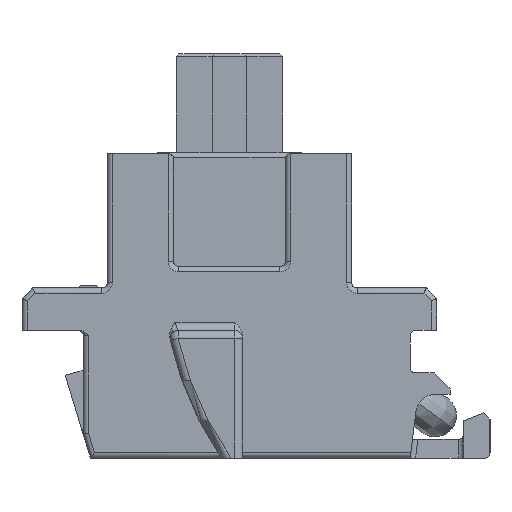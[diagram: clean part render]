
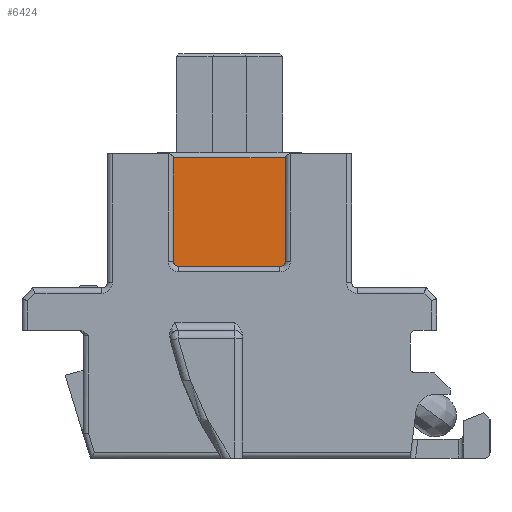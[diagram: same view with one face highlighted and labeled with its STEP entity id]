
A CAD part, left-side view. The second image highlights one B-rep face of the part: STEP entity #6424.
In plain terms, the highlighted face is planar.
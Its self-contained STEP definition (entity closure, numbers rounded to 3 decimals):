
#424=CIRCLE('',#7035,0.1);
#425=CIRCLE('',#7036,0.1);
#902=LINE('',#11282,#1560);
#903=LINE('',#11284,#1561);
#904=LINE('',#11286,#1562);
#905=LINE('',#11288,#1563);
#906=LINE('',#11290,#1564);
#907=LINE('',#11292,#1565);
#908=LINE('',#11294,#1566);
#909=LINE('',#11296,#1567);
#910=LINE('',#11298,#1568);
#911=LINE('',#11300,#1569);
#912=LINE('',#11302,#1570);
#913=LINE('',#11304,#1571);
#914=LINE('',#11306,#1572);
#915=LINE('',#11310,#1573);
#916=LINE('',#11313,#1574);
#1560=VECTOR('',#8562,5.163);
#1561=VECTOR('',#8563,5.25);
#1562=VECTOR('',#8564,5.8);
#1563=VECTOR('',#8565,1.5);
#1564=VECTOR('',#8566,1.2);
#1565=VECTOR('',#8567,4.125);
#1566=VECTOR('',#8568,0.5);
#1567=VECTOR('',#8569,3.4);
#1568=VECTOR('',#8570,0.55);
#1569=VECTOR('',#8571,0.4);
#1570=VECTOR('',#8572,0.632);
#1571=VECTOR('',#8573,0.55);
#1572=VECTOR('',#8574,3.425);
#1573=VECTOR('',#8577,1.406);
#1574=VECTOR('',#8580,2.061);
#2055=FACE_OUTER_BOUND('',#2414,.T.);
#2414=EDGE_LOOP('',(#5478,#5479,#5480,#5481,#5482,#5483,#5484,#5485,#5486,
#5487,#5488,#5489,#5490,#5491,#5492,#5493,#5494));
#2974=VERTEX_POINT('',#11280);
#2975=VERTEX_POINT('',#11281);
#2976=VERTEX_POINT('',#11283);
#2977=VERTEX_POINT('',#11285);
#2978=VERTEX_POINT('',#11287);
#2979=VERTEX_POINT('',#11289);
#2980=VERTEX_POINT('',#11291);
#2981=VERTEX_POINT('',#11293);
#2982=VERTEX_POINT('',#11295);
#2983=VERTEX_POINT('',#11297);
#2984=VERTEX_POINT('',#11299);
#2985=VERTEX_POINT('',#11301);
#2986=VERTEX_POINT('',#11303);
#2987=VERTEX_POINT('',#11305);
#2988=VERTEX_POINT('',#11307);
#2989=VERTEX_POINT('',#11309);
#2990=VERTEX_POINT('',#11311);
#3830=EDGE_CURVE('',#2974,#2975,#902,.T.);
#3831=EDGE_CURVE('',#2975,#2976,#903,.T.);
#3832=EDGE_CURVE('',#2976,#2977,#904,.T.);
#3833=EDGE_CURVE('',#2977,#2978,#905,.T.);
#3834=EDGE_CURVE('',#2978,#2979,#906,.T.);
#3835=EDGE_CURVE('',#2979,#2980,#907,.T.);
#3836=EDGE_CURVE('',#2980,#2981,#908,.T.);
#3837=EDGE_CURVE('',#2981,#2982,#909,.T.);
#3838=EDGE_CURVE('',#2982,#2983,#910,.T.);
#3839=EDGE_CURVE('',#2983,#2984,#911,.T.);
#3840=EDGE_CURVE('',#2984,#2985,#912,.T.);
#3841=EDGE_CURVE('',#2985,#2986,#913,.T.);
#3842=EDGE_CURVE('',#2986,#2987,#914,.T.);
#3843=EDGE_CURVE('',#2987,#2988,#424,.T.);
#3844=EDGE_CURVE('',#2988,#2989,#915,.T.);
#3845=EDGE_CURVE('',#2989,#2990,#425,.T.);
#3846=EDGE_CURVE('',#2990,#2974,#916,.T.);
#5478=ORIENTED_EDGE('',*,*,#3830,.T.);
#5479=ORIENTED_EDGE('',*,*,#3831,.T.);
#5480=ORIENTED_EDGE('',*,*,#3832,.T.);
#5481=ORIENTED_EDGE('',*,*,#3833,.T.);
#5482=ORIENTED_EDGE('',*,*,#3834,.T.);
#5483=ORIENTED_EDGE('',*,*,#3835,.T.);
#5484=ORIENTED_EDGE('',*,*,#3836,.T.);
#5485=ORIENTED_EDGE('',*,*,#3837,.T.);
#5486=ORIENTED_EDGE('',*,*,#3838,.T.);
#5487=ORIENTED_EDGE('',*,*,#3839,.T.);
#5488=ORIENTED_EDGE('',*,*,#3840,.T.);
#5489=ORIENTED_EDGE('',*,*,#3841,.T.);
#5490=ORIENTED_EDGE('',*,*,#3842,.T.);
#5491=ORIENTED_EDGE('',*,*,#3843,.T.);
#5492=ORIENTED_EDGE('',*,*,#3844,.T.);
#5493=ORIENTED_EDGE('',*,*,#3845,.T.);
#5494=ORIENTED_EDGE('',*,*,#3846,.T.);
#6085=PLANE('',#7034);
#6424=ADVANCED_FACE('',(#2055),#6085,.T.);
#7034=AXIS2_PLACEMENT_3D('',#11279,#8560,#8561);
#7035=AXIS2_PLACEMENT_3D('',#11308,#8575,#8576);
#7036=AXIS2_PLACEMENT_3D('',#11312,#8578,#8579);
#8560=DIRECTION('center_axis',(0.,0.,1.));
#8561=DIRECTION('ref_axis',(1.,0.,0.));
#8562=DIRECTION('',(0.,1.,0.));
#8563=DIRECTION('',(-1.,0.,0.));
#8564=DIRECTION('',(0.,-1.,0.));
#8565=DIRECTION('',(-1.,0.,0.));
#8566=DIRECTION('',(0.,-1.,0.));
#8567=DIRECTION('',(1.,0.,0.));
#8568=DIRECTION('',(0.,-1.,0.));
#8569=DIRECTION('',(1.,0.,0.));
#8570=DIRECTION('',(0.,-1.,0.));
#8571=DIRECTION('',(1.,0.,0.));
#8572=DIRECTION('',(0.316,0.949,0.));
#8573=DIRECTION('',(0.,1.,0.));
#8574=DIRECTION('',(-1.,0.,0.));
#8575=DIRECTION('center_axis',(0.,0.,-1.));
#8576=DIRECTION('ref_axis',(0.,-1.,0.));
#8577=DIRECTION('',(0.,1.,0.));
#8578=DIRECTION('center_axis',(0.,0.,-1.));
#8579=DIRECTION('ref_axis',(-1.,0.,0.));
#8580=DIRECTION('',(0.998,0.064,0.));
#11279=CARTESIAN_POINT('Origin',(0.,0.,0.));
#11280=CARTESIAN_POINT('',(5.45,0.637,0.));
#11281=CARTESIAN_POINT('',(5.45,5.8,0.));
#11282=CARTESIAN_POINT('',(5.45,0.637,0.));
#11283=CARTESIAN_POINT('',(0.2,5.8,0.));
#11284=CARTESIAN_POINT('',(5.45,5.8,0.));
#11285=CARTESIAN_POINT('',(0.2,0.,0.));
#11286=CARTESIAN_POINT('',(0.2,5.8,0.));
#11287=CARTESIAN_POINT('',(-1.3,0.,0.));
#11288=CARTESIAN_POINT('',(0.2,0.,0.));
#11289=CARTESIAN_POINT('',(-1.3,-1.2,0.));
#11290=CARTESIAN_POINT('',(-1.3,0.,0.));
#11291=CARTESIAN_POINT('',(2.825,-1.2,0.));
#11292=CARTESIAN_POINT('',(-1.3,-1.2,0.));
#11293=CARTESIAN_POINT('',(2.825,-1.7,0.));
#11294=CARTESIAN_POINT('',(2.825,-1.2,0.));
#11295=CARTESIAN_POINT('',(6.225,-1.7,0.));
#11296=CARTESIAN_POINT('',(2.825,-1.7,0.));
#11297=CARTESIAN_POINT('',(6.225,-2.25,0.));
#11298=CARTESIAN_POINT('',(6.225,-1.7,0.));
#11299=CARTESIAN_POINT('',(6.625,-2.25,0.));
#11300=CARTESIAN_POINT('',(6.225,-2.25,0.));
#11301=CARTESIAN_POINT('',(6.825,-1.65,0.));
#11302=CARTESIAN_POINT('',(6.625,-2.25,0.));
#11303=CARTESIAN_POINT('',(6.825,-1.1,0.));
#11304=CARTESIAN_POINT('',(6.825,-1.65,0.));
#11305=CARTESIAN_POINT('',(3.4,-1.1,0.));
#11306=CARTESIAN_POINT('',(6.825,-1.1,0.));
#11307=CARTESIAN_POINT('',(3.3,-1.,0.));
#11308=CARTESIAN_POINT('Origin',(3.4,-1.,0.));
#11309=CARTESIAN_POINT('',(3.3,0.406,0.));
#11310=CARTESIAN_POINT('',(3.3,-1.,0.));
#11311=CARTESIAN_POINT('',(3.394,0.506,0.));
#11312=CARTESIAN_POINT('Origin',(3.4,0.406,0.));
#11313=CARTESIAN_POINT('',(3.394,0.506,0.));
